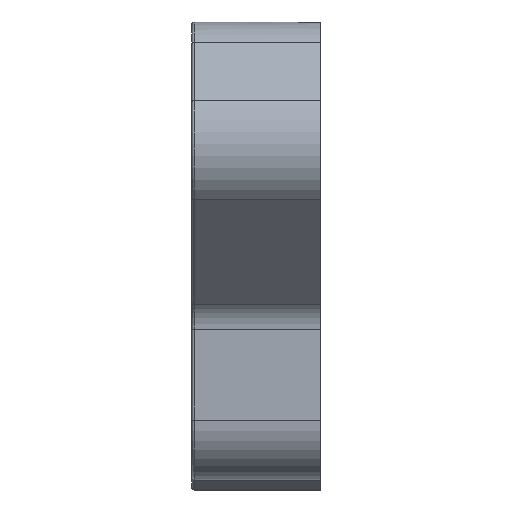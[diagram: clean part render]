
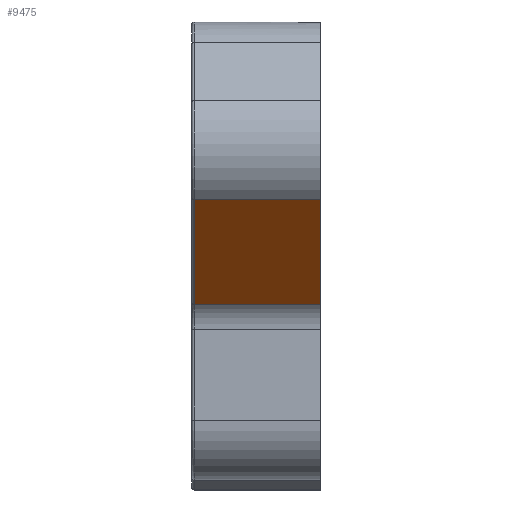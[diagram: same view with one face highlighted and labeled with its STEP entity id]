
A CAD part, left-side view. The second image highlights one B-rep face of the part: STEP entity #9475.
In plain terms, the highlighted planar face has unit normal (-0.707, 0, -0.707).
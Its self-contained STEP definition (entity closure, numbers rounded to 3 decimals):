
#1873 = EDGE_LOOP ( 'NONE', ( #16458, #31376, #3852, #10143 ) ) ;
#3852 = ORIENTED_EDGE ( 'NONE', *, *, #34009, .T. ) ;
#5421 = EDGE_CURVE ( 'NONE', #8530, #9365, #29838, .T. ) ;
#6212 = EDGE_CURVE ( 'NONE', #9365, #18112, #34219, .T. ) ;
#7560 = CARTESIAN_POINT ( 'NONE',  ( -44.071, -25., 7.091 ) ) ;
#8530 = VERTEX_POINT ( 'NONE', #28538 ) ;
#9365 = VERTEX_POINT ( 'NONE', #9416 ) ;
#9416 = CARTESIAN_POINT ( 'NONE',  ( -65.132, 0.25, 28.152 ) ) ;
#9475 = ADVANCED_FACE ( 'NONE', ( #34993 ), #39486, .F. ) ;
#10143 = ORIENTED_EDGE ( 'NONE', *, *, #38264, .T. ) ;
#12354 = AXIS2_PLACEMENT_3D ( 'NONE', #36699, #32987, #33270 ) ;
#16130 = VECTOR ( 'NONE', #20367, 1000. ) ;
#16458 = ORIENTED_EDGE ( 'NONE', *, *, #5421, .T. ) ;
#18112 = VERTEX_POINT ( 'NONE', #38424 ) ;
#18527 = DIRECTION ( 'NONE',  ( 0.707, 0., -0.707 ) ) ;
#18912 = LINE ( 'NONE', #29827, #34770 ) ;
#19416 = DIRECTION ( 'NONE',  ( 0., 1., 0. ) ) ;
#20115 = DIRECTION ( 'NONE',  ( -0.707, 0., 0.707 ) ) ;
#20367 = DIRECTION ( 'NONE',  ( 0., -1., 0. ) ) ;
#21407 = VECTOR ( 'NONE', #19416, 1000. ) ;
#23009 = CARTESIAN_POINT ( 'NONE',  ( -44.071, -25., 7.091 ) ) ;
#23183 = VERTEX_POINT ( 'NONE', #23009 ) ;
#25829 = VECTOR ( 'NONE', #18527, 1000. ) ;
#28538 = CARTESIAN_POINT ( 'NONE',  ( -65.132, -25., 28.152 ) ) ;
#29051 = LINE ( 'NONE', #7560, #16130 ) ;
#29827 = CARTESIAN_POINT ( 'NONE',  ( -42.021, -25., 5.041 ) ) ;
#29838 = LINE ( 'NONE', #35192, #21407 ) ;
#31376 = ORIENTED_EDGE ( 'NONE', *, *, #6212, .T. ) ;
#32987 = DIRECTION ( 'NONE',  ( 0.707, 0., 0.707 ) ) ;
#33270 = DIRECTION ( 'NONE',  ( 0.707, 0., -0.707 ) ) ;
#34009 = EDGE_CURVE ( 'NONE', #18112, #23183, #29051, .T. ) ;
#34219 = LINE ( 'NONE', #37472, #25829 ) ;
#34770 = VECTOR ( 'NONE', #20115, 1000. ) ;
#34993 = FACE_OUTER_BOUND ( 'NONE', #1873, .T. ) ;
#35192 = CARTESIAN_POINT ( 'NONE',  ( -65.132, 0.75, 28.152 ) ) ;
#36699 = CARTESIAN_POINT ( 'NONE',  ( -42.021, 0.75, 5.041 ) ) ;
#37472 = CARTESIAN_POINT ( 'NONE',  ( -44.071, 0.25, 7.091 ) ) ;
#38264 = EDGE_CURVE ( 'NONE', #23183, #8530, #18912, .T. ) ;
#38424 = CARTESIAN_POINT ( 'NONE',  ( -44.071, 0.25, 7.091 ) ) ;
#39486 = PLANE ( 'NONE',  #12354 ) ;
